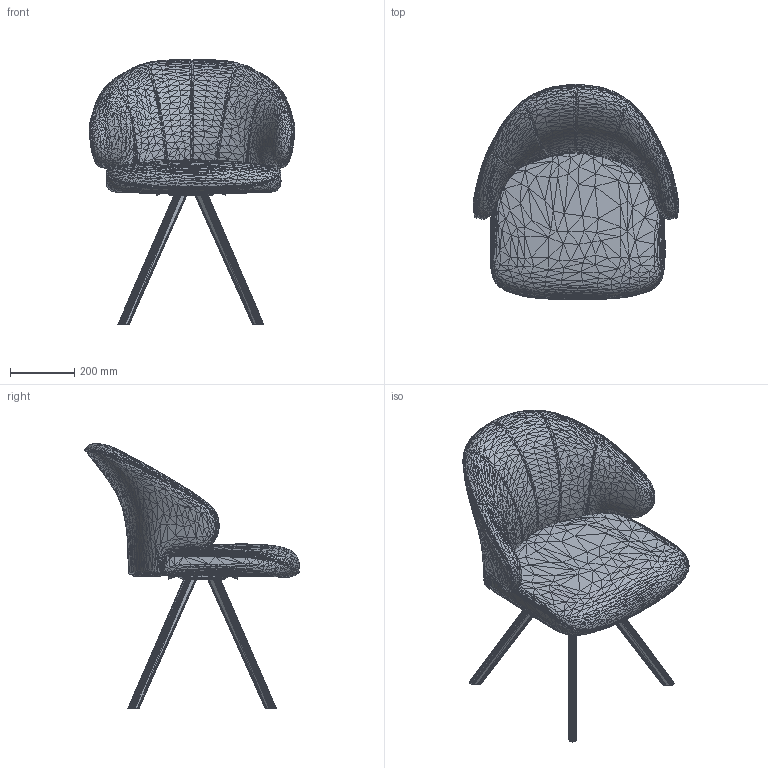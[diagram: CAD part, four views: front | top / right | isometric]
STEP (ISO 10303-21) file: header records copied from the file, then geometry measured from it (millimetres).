
FILE_DESCRIPTION(('STEP AP214'),'1');
FILE_NAME('Brezo 1 AS_starr_oval.stp','2025-11-28T10:10:17',(' '),(' '),'Spatial InterOp 3D',' ',' ');
FILE_SCHEMA(('AUTOMOTIVE_DESIGN { 1 0 10303 214 1 1 1 1 }'));
Length unit declared in the file: millimetre
Products named in the file (10): Brezo 1 AS_starr_oval; ASSEM1
Assembly tree (9 placements, depth 2):
  Brezo 1 AS_starr_oval
    ASSEM1
    (unnamed)
    (unnamed)
    (unnamed)
    (unnamed)
    (unnamed)
    (unnamed)
    (unnamed)
    (unnamed)
Bounding box: 638.4 x 667.02 x 822.52 mm (x, y, z)
Volume: 43540938.8 mm3; surface area: 1663771.6 mm2
Topology: 9 solids, 9 shells, 10000 faces, 15000 edges, 5006 vertices
Faces by surface type: plane 10000
Entity records: 195262 total; most frequent: DIRECTION 35020, CARTESIAN_POINT 30016, ORIENTED_EDGE 30000, EDGE_CURVE 15000, LINE 15000, VECTOR 15000, AXIS2_PLACEMENT_3D 10010, ADVANCED_FACE 10000
